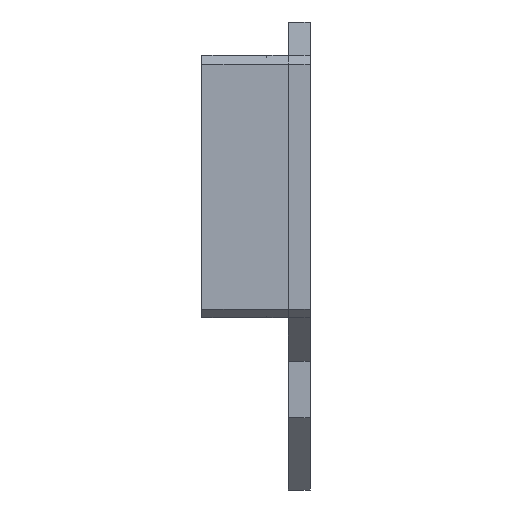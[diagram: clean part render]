
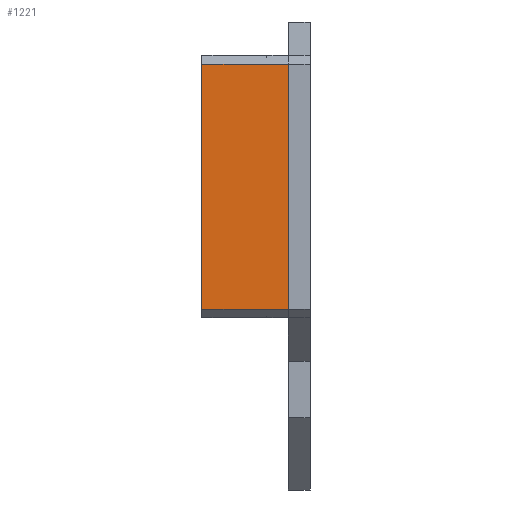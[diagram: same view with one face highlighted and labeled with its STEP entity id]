
A CAD part, left-side view. The second image highlights one B-rep face of the part: STEP entity #1221.
In plain terms, the highlighted planar face has unit normal (-1, 0, 0).
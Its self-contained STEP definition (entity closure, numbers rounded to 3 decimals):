
#49=PLANE('',#1313);
#103=FACE_OUTER_BOUND('',#177,.T.);
#177=EDGE_LOOP('',(#956,#957,#958,#959));
#303=LINE('',#1867,#453);
#306=LINE('',#1873,#456);
#308=LINE('',#1877,#458);
#309=LINE('',#1878,#459);
#453=VECTOR('',#1499,10.);
#456=VECTOR('',#1504,10.);
#458=VECTOR('',#1508,10.);
#459=VECTOR('',#1509,10.);
#626=VERTEX_POINT('',#1860);
#628=VERTEX_POINT('',#1865);
#630=VERTEX_POINT('',#1872);
#631=VERTEX_POINT('',#1876);
#753=EDGE_CURVE('',#628,#626,#303,.T.);
#756=EDGE_CURVE('',#626,#630,#306,.T.);
#758=EDGE_CURVE('',#631,#628,#308,.T.);
#759=EDGE_CURVE('',#630,#631,#309,.T.);
#956=ORIENTED_EDGE('',*,*,#753,.F.);
#957=ORIENTED_EDGE('',*,*,#758,.F.);
#958=ORIENTED_EDGE('',*,*,#759,.F.);
#959=ORIENTED_EDGE('',*,*,#756,.F.);
#1221=ADVANCED_FACE('',(#103),#49,.T.);
#1313=AXIS2_PLACEMENT_3D('',#1875,#1506,#1507);
#1499=DIRECTION('',(0.,-1.,0.));
#1504=DIRECTION('',(0.,0.,-1.));
#1506=DIRECTION('center_axis',(-1.,0.,0.));
#1507=DIRECTION('ref_axis',(0.,0.,1.));
#1508=DIRECTION('',(0.,0.,1.));
#1509=DIRECTION('',(0.,1.,0.));
#1860=CARTESIAN_POINT('',(-61.321,53.597,27.085));
#1865=CARTESIAN_POINT('',(-61.321,73.597,27.085));
#1867=CARTESIAN_POINT('',(-61.321,53.597,27.085));
#1872=CARTESIAN_POINT('',(-61.321,53.597,-29.469));
#1873=CARTESIAN_POINT('',(-61.321,53.597,-31.469));
#1875=CARTESIAN_POINT('Origin',(-61.321,53.597,-31.469));
#1876=CARTESIAN_POINT('',(-61.321,73.597,-29.469));
#1877=CARTESIAN_POINT('',(-61.321,73.597,-31.469));
#1878=CARTESIAN_POINT('',(-61.321,53.597,-29.469));
